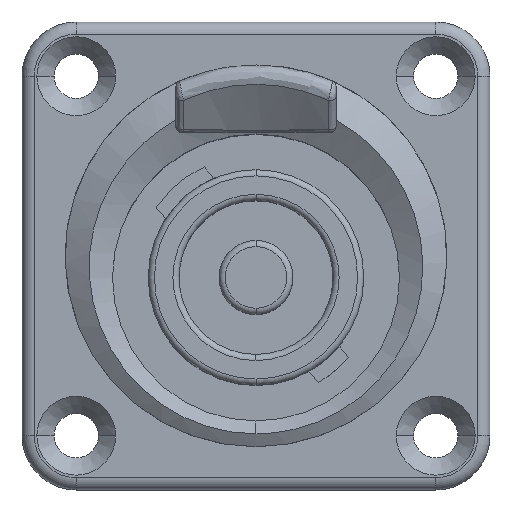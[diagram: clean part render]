
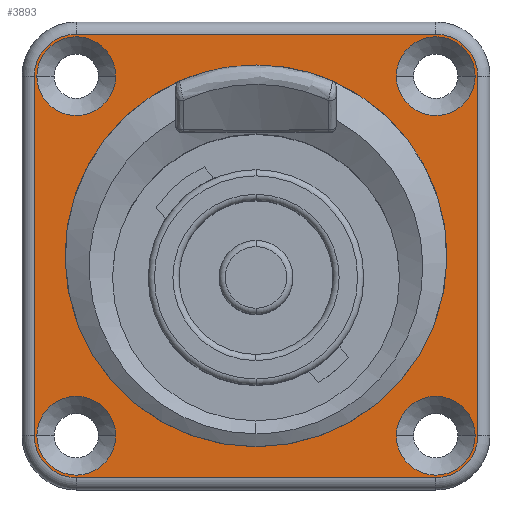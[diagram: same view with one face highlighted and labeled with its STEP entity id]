
A CAD part, top view. The second image highlights one B-rep face of the part: STEP entity #3893.
In plain terms, the highlighted planar face has unit normal (0, 0, 1).
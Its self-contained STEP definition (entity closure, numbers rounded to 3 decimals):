
#365=CARTESIAN_POINT('',(0.,0.,4.5));
#366=DIRECTION('',(0.,0.,-1.));
#367=DIRECTION('',(0.,-1.,0.));
#368=AXIS2_PLACEMENT_3D('',#365,#366,#367);
#642=CARTESIAN_POINT('',(0.,0.,4.5));
#643=DIRECTION('',(0.,0.,-1.));
#644=DIRECTION('',(0.,1.,0.));
#645=AXIS2_PLACEMENT_3D('',#642,#643,#644);
#651=CARTESIAN_POINT('',(-14.6,14.6,4.5));
#652=DIRECTION('',(0.,0.,-1.));
#653=DIRECTION('',(-1.,0.,0.));
#654=AXIS2_PLACEMENT_3D('',#651,#652,#653);
#656=CARTESIAN_POINT('',(-14.6,14.6,4.5));
#657=DIRECTION('',(0.,0.,-1.));
#658=DIRECTION('',(1.,0.,0.));
#659=AXIS2_PLACEMENT_3D('',#656,#657,#658);
#661=CARTESIAN_POINT('',(-14.6,-14.6,4.5));
#662=DIRECTION('',(0.,0.,-1.));
#663=DIRECTION('',(1.,0.,0.));
#664=AXIS2_PLACEMENT_3D('',#661,#662,#663);
#666=CARTESIAN_POINT('',(-14.6,-14.6,4.5));
#667=DIRECTION('',(0.,0.,-1.));
#668=DIRECTION('',(-1.,0.,0.));
#669=AXIS2_PLACEMENT_3D('',#666,#667,#668);
#671=CARTESIAN_POINT('',(14.6,-14.6,4.5));
#672=DIRECTION('',(0.,0.,-1.));
#673=DIRECTION('',(-1.,0.,0.));
#674=AXIS2_PLACEMENT_3D('',#671,#672,#673);
#676=CARTESIAN_POINT('',(14.6,-14.6,4.5));
#677=DIRECTION('',(0.,0.,-1.));
#678=DIRECTION('',(1.,0.,0.));
#679=AXIS2_PLACEMENT_3D('',#676,#677,#678);
#681=CARTESIAN_POINT('',(14.6,14.6,4.5));
#682=DIRECTION('',(0.,0.,-1.));
#683=DIRECTION('',(-1.,0.,0.));
#684=AXIS2_PLACEMENT_3D('',#681,#682,#683);
#686=CARTESIAN_POINT('',(14.6,14.6,4.5));
#687=DIRECTION('',(0.,0.,-1.));
#688=DIRECTION('',(1.,0.,0.));
#689=AXIS2_PLACEMENT_3D('',#686,#687,#688);
#691=CARTESIAN_POINT('',(-14.6,-14.6,4.5));
#692=DIRECTION('',(0.,0.,1.));
#693=DIRECTION('',(-1.,0.,0.));
#694=AXIS2_PLACEMENT_3D('',#691,#692,#693);
#696=DIRECTION('',(0.,-1.,0.));
#697=VECTOR('',#696,29.2);
#698=CARTESIAN_POINT('',(-18.,14.6,4.5));
#699=LINE('',#698,#697);
#700=CARTESIAN_POINT('',(-14.6,14.6,4.5));
#701=DIRECTION('',(0.,0.,1.));
#702=DIRECTION('',(0.,1.,0.));
#703=AXIS2_PLACEMENT_3D('',#700,#701,#702);
#705=DIRECTION('',(-1.,0.,0.));
#706=VECTOR('',#705,29.2);
#707=CARTESIAN_POINT('',(14.6,18.,4.5));
#708=LINE('',#707,#706);
#709=CARTESIAN_POINT('',(14.6,14.6,4.5));
#710=DIRECTION('',(0.,0.,1.));
#711=DIRECTION('',(1.,0.,0.));
#712=AXIS2_PLACEMENT_3D('',#709,#710,#711);
#714=DIRECTION('',(0.,1.,0.));
#715=VECTOR('',#714,29.2);
#716=CARTESIAN_POINT('',(18.,-14.6,4.5));
#717=LINE('',#716,#715);
#718=CARTESIAN_POINT('',(14.6,-14.6,4.5));
#719=DIRECTION('',(0.,0.,1.));
#720=DIRECTION('',(0.,-1.,0.));
#721=AXIS2_PLACEMENT_3D('',#718,#719,#720);
#723=DIRECTION('',(1.,0.,0.));
#724=VECTOR('',#723,29.2);
#725=CARTESIAN_POINT('',(-14.6,-18.,4.5));
#726=LINE('',#725,#724);
#2363=CARTESIAN_POINT('',(-17.8,14.6,4.5));
#2364=CARTESIAN_POINT('',(-11.4,14.6,4.5));
#2365=VERTEX_POINT('',#2363);
#2366=VERTEX_POINT('',#2364);
#2371=CARTESIAN_POINT('',(-11.4,-14.6,4.5));
#2372=CARTESIAN_POINT('',(-17.8,-14.6,4.5));
#2373=VERTEX_POINT('',#2371);
#2374=VERTEX_POINT('',#2372);
#2379=CARTESIAN_POINT('',(11.4,-14.6,4.5));
#2380=CARTESIAN_POINT('',(17.8,-14.6,4.5));
#2381=VERTEX_POINT('',#2379);
#2382=VERTEX_POINT('',#2380);
#2387=CARTESIAN_POINT('',(11.4,14.6,4.5));
#2388=CARTESIAN_POINT('',(17.8,14.6,4.5));
#2389=VERTEX_POINT('',#2387);
#2390=VERTEX_POINT('',#2388);
#2396=CARTESIAN_POINT('',(0.,-15.5,4.5));
#2398=VERTEX_POINT('',#2396);
#2399=CARTESIAN_POINT('',(0.,15.5,4.5));
#2400=VERTEX_POINT('',#2399);
#2818=CARTESIAN_POINT('',(-18.,-14.6,4.5));
#2819=CARTESIAN_POINT('',(-14.6,-18.,4.5));
#2820=VERTEX_POINT('',#2818);
#2821=VERTEX_POINT('',#2819);
#2826=CARTESIAN_POINT('',(14.6,-18.,4.5));
#2827=VERTEX_POINT('',#2826);
#2830=CARTESIAN_POINT('',(18.,-14.6,4.5));
#2831=VERTEX_POINT('',#2830);
#2834=CARTESIAN_POINT('',(18.,14.6,4.5));
#2835=VERTEX_POINT('',#2834);
#2838=CARTESIAN_POINT('',(14.6,18.,4.5));
#2839=VERTEX_POINT('',#2838);
#2842=CARTESIAN_POINT('',(-14.6,18.,4.5));
#2843=VERTEX_POINT('',#2842);
#2846=CARTESIAN_POINT('',(-18.,14.6,4.5));
#2847=VERTEX_POINT('',#2846);
#3842=CARTESIAN_POINT('',(0.,-1.75,4.5));
#3843=DIRECTION('',(0.,0.,-1.));
#3844=DIRECTION('',(0.,-1.,0.));
#3845=AXIS2_PLACEMENT_3D('',#3842,#3843,#3844);
#3846=PLANE('',#3845);
#3848=ORIENTED_EDGE('',*,*,#3847,.F.);
#3850=ORIENTED_EDGE('',*,*,#3849,.F.);
#3852=ORIENTED_EDGE('',*,*,#3851,.F.);
#3854=ORIENTED_EDGE('',*,*,#3853,.F.);
#3856=ORIENTED_EDGE('',*,*,#3855,.F.);
#3858=ORIENTED_EDGE('',*,*,#3857,.F.);
#3860=ORIENTED_EDGE('',*,*,#3859,.F.);
#3862=ORIENTED_EDGE('',*,*,#3861,.F.);
#3863=EDGE_LOOP('',(#3848,#3850,#3852,#3854,#3856,#3858,#3860,#3862));
#3864=FACE_OUTER_BOUND('',#3863,.F.);
#3866=ORIENTED_EDGE('',*,*,#3865,.F.);
#3868=ORIENTED_EDGE('',*,*,#3867,.F.);
#3869=EDGE_LOOP('',(#3866,#3868));
#3870=FACE_BOUND('',#3869,.F.);
#3872=ORIENTED_EDGE('',*,*,#3871,.F.);
#3874=ORIENTED_EDGE('',*,*,#3873,.F.);
#3875=EDGE_LOOP('',(#3872,#3874));
#3876=FACE_BOUND('',#3875,.F.);
#3878=ORIENTED_EDGE('',*,*,#3877,.F.);
#3880=ORIENTED_EDGE('',*,*,#3879,.F.);
#3881=EDGE_LOOP('',(#3878,#3880));
#3882=FACE_BOUND('',#3881,.F.);
#3884=ORIENTED_EDGE('',*,*,#3883,.F.);
#3886=ORIENTED_EDGE('',*,*,#3885,.F.);
#3887=EDGE_LOOP('',(#3884,#3886));
#3888=FACE_BOUND('',#3887,.F.);
#3889=ORIENTED_EDGE('',*,*,#3836,.F.);
#3890=ORIENTED_EDGE('',*,*,#3362,.F.);
#3891=EDGE_LOOP('',(#3889,#3890));
#3892=FACE_BOUND('',#3891,.F.);
#3893=ADVANCED_FACE('',(#3864,#3870,#3876,#3882,#3888,#3892),#3846,.F.);
#369=CIRCLE('',#368,15.5);
#646=CIRCLE('',#645,15.5);
#655=CIRCLE('',#654,3.2);
#660=CIRCLE('',#659,3.2);
#665=CIRCLE('',#664,3.2);
#670=CIRCLE('',#669,3.2);
#675=CIRCLE('',#674,3.2);
#680=CIRCLE('',#679,3.2);
#685=CIRCLE('',#684,3.2);
#690=CIRCLE('',#689,3.2);
#695=CIRCLE('',#694,3.4);
#704=CIRCLE('',#703,3.4);
#713=CIRCLE('',#712,3.4);
#722=CIRCLE('',#721,3.4);
#3362=EDGE_CURVE('',#2398,#2400,#369,.T.);
#3836=EDGE_CURVE('',#2400,#2398,#646,.T.);
#3847=EDGE_CURVE('',#2820,#2821,#695,.T.);
#3849=EDGE_CURVE('',#2847,#2820,#699,.T.);
#3851=EDGE_CURVE('',#2843,#2847,#704,.T.);
#3853=EDGE_CURVE('',#2839,#2843,#708,.T.);
#3855=EDGE_CURVE('',#2835,#2839,#713,.T.);
#3857=EDGE_CURVE('',#2831,#2835,#717,.T.);
#3859=EDGE_CURVE('',#2827,#2831,#722,.T.);
#3861=EDGE_CURVE('',#2821,#2827,#726,.T.);
#3865=EDGE_CURVE('',#2365,#2366,#655,.T.);
#3867=EDGE_CURVE('',#2366,#2365,#660,.T.);
#3871=EDGE_CURVE('',#2373,#2374,#665,.T.);
#3873=EDGE_CURVE('',#2374,#2373,#670,.T.);
#3877=EDGE_CURVE('',#2381,#2382,#675,.T.);
#3879=EDGE_CURVE('',#2382,#2381,#680,.T.);
#3883=EDGE_CURVE('',#2389,#2390,#685,.T.);
#3885=EDGE_CURVE('',#2390,#2389,#690,.T.);
